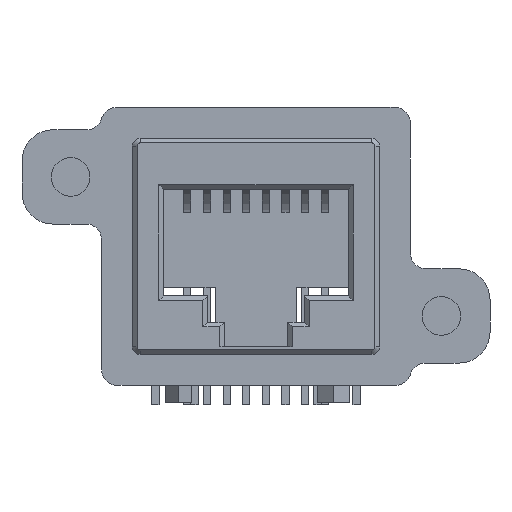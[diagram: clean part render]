
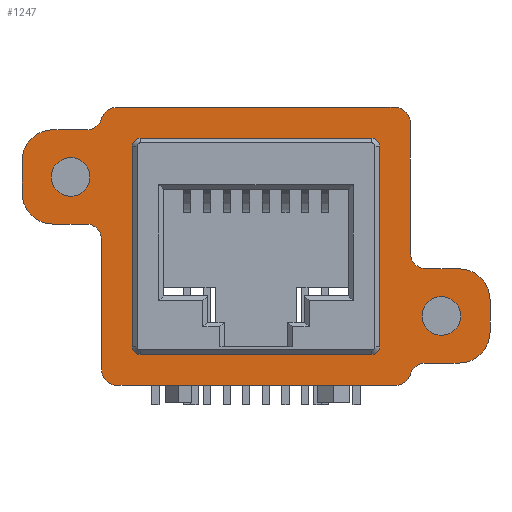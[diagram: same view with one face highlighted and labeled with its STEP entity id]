
A CAD part, front view. The second image highlights one B-rep face of the part: STEP entity #1247.
In plain terms, the highlighted planar face has unit normal (0, -1, 0).
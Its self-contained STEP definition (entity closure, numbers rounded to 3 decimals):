
#422 = VERTEX_POINT('',#423);
#423 = CARTESIAN_POINT('',(10.,0.,7.25));
#431 = VERTEX_POINT('',#432);
#432 = CARTESIAN_POINT('',(10.,0.,15.7));
#438 = EDGE_CURVE('',#422,#431,#439,.T.);
#439 = LINE('',#440,#441);
#440 = CARTESIAN_POINT('',(10.,0.,7.25));
#441 = VECTOR('',#442,1.);
#442 = DIRECTION('',(0.,0.,1.));
#455 = VERTEX_POINT('',#456);
#456 = CARTESIAN_POINT('',(11.,0.,6.25));
#462 = EDGE_CURVE('',#422,#455,#463,.T.);
#463 = CIRCLE('',#464,1.);
#464 = AXIS2_PLACEMENT_3D('',#465,#466,#467);
#465 = CARTESIAN_POINT('',(11.,0.,7.25));
#466 = DIRECTION('',(0.,-1.,0.));
#467 = DIRECTION('',(1.,0.,0.));
#480 = VERTEX_POINT('',#481);
#481 = CARTESIAN_POINT('',(9.,0.,16.7));
#487 = EDGE_CURVE('',#431,#480,#488,.T.);
#488 = CIRCLE('',#489,1.);
#489 = AXIS2_PLACEMENT_3D('',#490,#491,#492);
#490 = CARTESIAN_POINT('',(9.,0.,15.7));
#491 = DIRECTION('',(0.,-1.,0.));
#492 = DIRECTION('',(1.,0.,0.));
#503 = VERTEX_POINT('',#504);
#504 = CARTESIAN_POINT('',(13.15,0.,6.25));
#512 = EDGE_CURVE('',#503,#455,#513,.T.);
#513 = LINE('',#514,#515);
#514 = CARTESIAN_POINT('',(13.15,0.,6.25));
#515 = VECTOR('',#516,1.);
#516 = DIRECTION('',(-1.,0.,0.));
#529 = VERTEX_POINT('',#530);
#530 = CARTESIAN_POINT('',(-9.039,0.,16.7));
#536 = EDGE_CURVE('',#480,#529,#537,.T.);
#537 = LINE('',#538,#539);
#538 = CARTESIAN_POINT('',(9.,0.,16.7));
#539 = VECTOR('',#540,1.);
#540 = DIRECTION('',(-1.,0.,0.));
#551 = VERTEX_POINT('',#552);
#552 = CARTESIAN_POINT('',(15.15,0.,4.25));
#560 = EDGE_CURVE('',#551,#503,#561,.T.);
#561 = CIRCLE('',#562,2.);
#562 = AXIS2_PLACEMENT_3D('',#563,#564,#565);
#563 = CARTESIAN_POINT('',(13.15,0.,4.25));
#564 = DIRECTION('',(0.,-1.,0.));
#565 = DIRECTION('',(1.,0.,0.));
#578 = VERTEX_POINT('',#579);
#579 = CARTESIAN_POINT('',(-10.,0.,15.975));
#585 = EDGE_CURVE('',#529,#578,#586,.T.);
#586 = CIRCLE('',#587,1.);
#587 = AXIS2_PLACEMENT_3D('',#588,#589,#590);
#588 = CARTESIAN_POINT('',(-9.039,0.,15.7));
#589 = DIRECTION('',(0.,-1.,0.));
#590 = DIRECTION('',(1.,0.,0.));
#601 = VERTEX_POINT('',#602);
#602 = CARTESIAN_POINT('',(15.15,0.,2.15));
#610 = EDGE_CURVE('',#601,#551,#611,.T.);
#611 = LINE('',#612,#613);
#612 = CARTESIAN_POINT('',(15.15,0.,2.15));
#613 = VECTOR('',#614,1.);
#614 = DIRECTION('',(0.,0.,1.));
#625 = VERTEX_POINT('',#626);
#626 = CARTESIAN_POINT('',(-10.961,0.,15.25));
#634 = EDGE_CURVE('',#625,#578,#635,.T.);
#635 = CIRCLE('',#636,1.);
#636 = AXIS2_PLACEMENT_3D('',#637,#638,#639);
#637 = CARTESIAN_POINT('',(-10.961,0.,16.25));
#638 = DIRECTION('',(0.,-1.,0.));
#639 = DIRECTION('',(1.,0.,0.));
#650 = VERTEX_POINT('',#651);
#651 = CARTESIAN_POINT('',(13.15,0.,0.15));
#659 = EDGE_CURVE('',#650,#601,#660,.T.);
#660 = CIRCLE('',#661,2.);
#661 = AXIS2_PLACEMENT_3D('',#662,#663,#664);
#662 = CARTESIAN_POINT('',(13.15,0.,2.15));
#663 = DIRECTION('',(0.,-1.,0.));
#664 = DIRECTION('',(1.,0.,0.));
#677 = VERTEX_POINT('',#678);
#678 = CARTESIAN_POINT('',(-13.15,0.,15.25));
#684 = EDGE_CURVE('',#625,#677,#685,.T.);
#685 = LINE('',#686,#687);
#686 = CARTESIAN_POINT('',(-10.961,0.,15.25));
#687 = VECTOR('',#688,1.);
#688 = DIRECTION('',(-1.,0.,0.));
#699 = VERTEX_POINT('',#700);
#700 = CARTESIAN_POINT('',(10.961,0.,0.15));
#708 = EDGE_CURVE('',#699,#650,#709,.T.);
#709 = LINE('',#710,#711);
#710 = CARTESIAN_POINT('',(10.961,0.,0.15));
#711 = VECTOR('',#712,1.);
#712 = DIRECTION('',(1.,0.,0.));
#725 = VERTEX_POINT('',#726);
#726 = CARTESIAN_POINT('',(-15.15,0.,13.25));
#732 = EDGE_CURVE('',#677,#725,#733,.T.);
#733 = CIRCLE('',#734,2.);
#734 = AXIS2_PLACEMENT_3D('',#735,#736,#737);
#735 = CARTESIAN_POINT('',(-13.15,0.,13.25));
#736 = DIRECTION('',(0.,-1.,0.));
#737 = DIRECTION('',(1.,0.,0.));
#750 = VERTEX_POINT('',#751);
#751 = CARTESIAN_POINT('',(10.,0.,-0.575));
#757 = EDGE_CURVE('',#699,#750,#758,.T.);
#758 = CIRCLE('',#759,1.);
#759 = AXIS2_PLACEMENT_3D('',#760,#761,#762);
#760 = CARTESIAN_POINT('',(10.961,0.,-0.85));
#761 = DIRECTION('',(0.,-1.,0.));
#762 = DIRECTION('',(1.,0.,0.));
#775 = VERTEX_POINT('',#776);
#776 = CARTESIAN_POINT('',(-15.15,0.,11.15));
#782 = EDGE_CURVE('',#725,#775,#783,.T.);
#783 = LINE('',#784,#785);
#784 = CARTESIAN_POINT('',(-15.15,0.,13.25));
#785 = VECTOR('',#786,1.);
#786 = DIRECTION('',(0.,0.,-1.));
#797 = VERTEX_POINT('',#798);
#798 = CARTESIAN_POINT('',(9.039,0.,-1.3));
#806 = EDGE_CURVE('',#797,#750,#807,.T.);
#807 = CIRCLE('',#808,1.);
#808 = AXIS2_PLACEMENT_3D('',#809,#810,#811);
#809 = CARTESIAN_POINT('',(9.039,0.,-0.3));
#810 = DIRECTION('',(0.,-1.,0.));
#811 = DIRECTION('',(1.,0.,0.));
#824 = VERTEX_POINT('',#825);
#825 = CARTESIAN_POINT('',(-13.15,0.,9.15));
#831 = EDGE_CURVE('',#775,#824,#832,.T.);
#832 = CIRCLE('',#833,2.);
#833 = AXIS2_PLACEMENT_3D('',#834,#835,#836);
#834 = CARTESIAN_POINT('',(-13.15,0.,11.15));
#835 = DIRECTION('',(0.,-1.,0.));
#836 = DIRECTION('',(1.,0.,0.));
#847 = VERTEX_POINT('',#848);
#848 = CARTESIAN_POINT('',(-9.,0.,-1.3));
#856 = EDGE_CURVE('',#847,#797,#857,.T.);
#857 = LINE('',#858,#859);
#858 = CARTESIAN_POINT('',(-9.,0.,-1.3));
#859 = VECTOR('',#860,1.);
#860 = DIRECTION('',(1.,0.,0.));
#873 = VERTEX_POINT('',#874);
#874 = CARTESIAN_POINT('',(-11.,0.,9.15));
#880 = EDGE_CURVE('',#824,#873,#881,.T.);
#881 = LINE('',#882,#883);
#882 = CARTESIAN_POINT('',(-13.15,0.,9.15));
#883 = VECTOR('',#884,1.);
#884 = DIRECTION('',(1.,0.,0.));
#895 = VERTEX_POINT('',#896);
#896 = CARTESIAN_POINT('',(-10.,0.,-0.3));
#904 = EDGE_CURVE('',#895,#847,#905,.T.);
#905 = CIRCLE('',#906,1.);
#906 = AXIS2_PLACEMENT_3D('',#907,#908,#909);
#907 = CARTESIAN_POINT('',(-9.,0.,-0.3));
#908 = DIRECTION('',(0.,-1.,0.));
#909 = DIRECTION('',(1.,0.,0.));
#920 = VERTEX_POINT('',#921);
#921 = CARTESIAN_POINT('',(-10.,0.,8.15));
#929 = EDGE_CURVE('',#920,#873,#930,.T.);
#930 = CIRCLE('',#931,1.);
#931 = AXIS2_PLACEMENT_3D('',#932,#933,#934);
#932 = CARTESIAN_POINT('',(-11.,0.,8.15));
#933 = DIRECTION('',(0.,-1.,0.));
#934 = DIRECTION('',(1.,0.,0.));
#947 = EDGE_CURVE('',#920,#895,#948,.T.);
#948 = LINE('',#949,#950);
#949 = CARTESIAN_POINT('',(-10.,0.,8.15));
#950 = VECTOR('',#951,1.);
#951 = DIRECTION('',(0.,0.,-1.));
#1247 = ADVANCED_FACE('',(#1248,#1272,#1342,#1353),#1364,.T.);
#1248 = FACE_BOUND('',#1249,.T.);
#1249 = EDGE_LOOP('',(#1250,#1251,#1252,#1253,#1254,#1255,#1256,#1257,
    #1258,#1259,#1260,#1261,#1262,#1263,#1264,#1265,#1266,#1267,#1268,
    #1269,#1270,#1271));
#1250 = ORIENTED_EDGE('',*,*,#438,.T.);
#1251 = ORIENTED_EDGE('',*,*,#487,.T.);
#1252 = ORIENTED_EDGE('',*,*,#536,.T.);
#1253 = ORIENTED_EDGE('',*,*,#585,.T.);
#1254 = ORIENTED_EDGE('',*,*,#634,.F.);
#1255 = ORIENTED_EDGE('',*,*,#684,.T.);
#1256 = ORIENTED_EDGE('',*,*,#732,.T.);
#1257 = ORIENTED_EDGE('',*,*,#782,.T.);
#1258 = ORIENTED_EDGE('',*,*,#831,.T.);
#1259 = ORIENTED_EDGE('',*,*,#880,.T.);
#1260 = ORIENTED_EDGE('',*,*,#929,.F.);
#1261 = ORIENTED_EDGE('',*,*,#947,.T.);
#1262 = ORIENTED_EDGE('',*,*,#904,.T.);
#1263 = ORIENTED_EDGE('',*,*,#856,.T.);
#1264 = ORIENTED_EDGE('',*,*,#806,.T.);
#1265 = ORIENTED_EDGE('',*,*,#757,.F.);
#1266 = ORIENTED_EDGE('',*,*,#708,.T.);
#1267 = ORIENTED_EDGE('',*,*,#659,.T.);
#1268 = ORIENTED_EDGE('',*,*,#610,.T.);
#1269 = ORIENTED_EDGE('',*,*,#560,.T.);
#1270 = ORIENTED_EDGE('',*,*,#512,.T.);
#1271 = ORIENTED_EDGE('',*,*,#462,.F.);
#1272 = FACE_BOUND('',#1273,.T.);
#1273 = EDGE_LOOP('',(#1274,#1284,#1293,#1301,#1310,#1318,#1327,#1335));
#1274 = ORIENTED_EDGE('',*,*,#1275,.T.);
#1275 = EDGE_CURVE('',#1276,#1278,#1280,.T.);
#1276 = VERTEX_POINT('',#1277);
#1277 = CARTESIAN_POINT('',(-7.5,0.,14.7));
#1278 = VERTEX_POINT('',#1279);
#1279 = CARTESIAN_POINT('',(7.5,0.,14.7));
#1280 = LINE('',#1281,#1282);
#1281 = CARTESIAN_POINT('',(-7.5,0.,14.7));
#1282 = VECTOR('',#1283,1.);
#1283 = DIRECTION('',(1.,0.,0.));
#1284 = ORIENTED_EDGE('',*,*,#1285,.F.);
#1285 = EDGE_CURVE('',#1286,#1278,#1288,.T.);
#1286 = VERTEX_POINT('',#1287);
#1287 = CARTESIAN_POINT('',(8.,0.,14.2));
#1288 = CIRCLE('',#1289,0.5);
#1289 = AXIS2_PLACEMENT_3D('',#1290,#1291,#1292);
#1290 = CARTESIAN_POINT('',(7.5,0.,14.2));
#1291 = DIRECTION('',(0.,-1.,0.));
#1292 = DIRECTION('',(1.,0.,0.));
#1293 = ORIENTED_EDGE('',*,*,#1294,.T.);
#1294 = EDGE_CURVE('',#1286,#1295,#1297,.T.);
#1295 = VERTEX_POINT('',#1296);
#1296 = CARTESIAN_POINT('',(8.,0.,1.2));
#1297 = LINE('',#1298,#1299);
#1298 = CARTESIAN_POINT('',(8.,0.,14.2));
#1299 = VECTOR('',#1300,1.);
#1300 = DIRECTION('',(0.,0.,-1.));
#1301 = ORIENTED_EDGE('',*,*,#1302,.F.);
#1302 = EDGE_CURVE('',#1303,#1295,#1305,.T.);
#1303 = VERTEX_POINT('',#1304);
#1304 = CARTESIAN_POINT('',(7.5,0.,0.7));
#1305 = CIRCLE('',#1306,0.5);
#1306 = AXIS2_PLACEMENT_3D('',#1307,#1308,#1309);
#1307 = CARTESIAN_POINT('',(7.5,0.,1.2));
#1308 = DIRECTION('',(0.,-1.,0.));
#1309 = DIRECTION('',(1.,0.,0.));
#1310 = ORIENTED_EDGE('',*,*,#1311,.T.);
#1311 = EDGE_CURVE('',#1303,#1312,#1314,.T.);
#1312 = VERTEX_POINT('',#1313);
#1313 = CARTESIAN_POINT('',(-7.5,0.,0.7));
#1314 = LINE('',#1315,#1316);
#1315 = CARTESIAN_POINT('',(7.5,0.,0.7));
#1316 = VECTOR('',#1317,1.);
#1317 = DIRECTION('',(-1.,0.,0.));
#1318 = ORIENTED_EDGE('',*,*,#1319,.F.);
#1319 = EDGE_CURVE('',#1320,#1312,#1322,.T.);
#1320 = VERTEX_POINT('',#1321);
#1321 = CARTESIAN_POINT('',(-8.,0.,1.2));
#1322 = CIRCLE('',#1323,0.5);
#1323 = AXIS2_PLACEMENT_3D('',#1324,#1325,#1326);
#1324 = CARTESIAN_POINT('',(-7.5,0.,1.2));
#1325 = DIRECTION('',(0.,-1.,0.));
#1326 = DIRECTION('',(1.,0.,0.));
#1327 = ORIENTED_EDGE('',*,*,#1328,.T.);
#1328 = EDGE_CURVE('',#1320,#1329,#1331,.T.);
#1329 = VERTEX_POINT('',#1330);
#1330 = CARTESIAN_POINT('',(-8.,0.,14.2));
#1331 = LINE('',#1332,#1333);
#1332 = CARTESIAN_POINT('',(-8.,0.,1.2));
#1333 = VECTOR('',#1334,1.);
#1334 = DIRECTION('',(0.,0.,1.));
#1335 = ORIENTED_EDGE('',*,*,#1336,.F.);
#1336 = EDGE_CURVE('',#1276,#1329,#1337,.T.);
#1337 = CIRCLE('',#1338,0.5);
#1338 = AXIS2_PLACEMENT_3D('',#1339,#1340,#1341);
#1339 = CARTESIAN_POINT('',(-7.5,0.,14.2));
#1340 = DIRECTION('',(0.,-1.,0.));
#1341 = DIRECTION('',(1.,0.,0.));
#1342 = FACE_BOUND('',#1343,.T.);
#1343 = EDGE_LOOP('',(#1344));
#1344 = ORIENTED_EDGE('',*,*,#1345,.F.);
#1345 = EDGE_CURVE('',#1346,#1346,#1348,.T.);
#1346 = VERTEX_POINT('',#1347);
#1347 = CARTESIAN_POINT('',(-10.75,0.,12.2));
#1348 = CIRCLE('',#1349,1.25);
#1349 = AXIS2_PLACEMENT_3D('',#1350,#1351,#1352);
#1350 = CARTESIAN_POINT('',(-12.,0.,12.2));
#1351 = DIRECTION('',(0.,-1.,0.));
#1352 = DIRECTION('',(1.,0.,0.));
#1353 = FACE_BOUND('',#1354,.T.);
#1354 = EDGE_LOOP('',(#1355));
#1355 = ORIENTED_EDGE('',*,*,#1356,.F.);
#1356 = EDGE_CURVE('',#1357,#1357,#1359,.T.);
#1357 = VERTEX_POINT('',#1358);
#1358 = CARTESIAN_POINT('',(13.25,0.,3.2));
#1359 = CIRCLE('',#1360,1.25);
#1360 = AXIS2_PLACEMENT_3D('',#1361,#1362,#1363);
#1361 = CARTESIAN_POINT('',(12.,0.,3.2));
#1362 = DIRECTION('',(0.,-1.,0.));
#1363 = DIRECTION('',(1.,0.,0.));
#1364 = PLANE('',#1365);
#1365 = AXIS2_PLACEMENT_3D('',#1366,#1367,#1368);
#1366 = CARTESIAN_POINT('',(0.,0.,7.7));
#1367 = DIRECTION('',(0.,-1.,0.));
#1368 = DIRECTION('',(0.,0.,1.));
